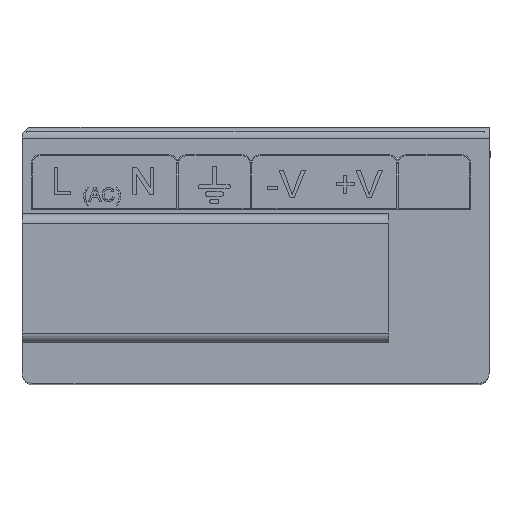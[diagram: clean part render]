
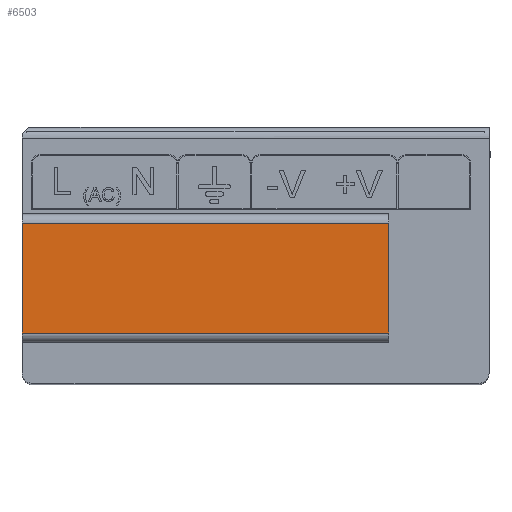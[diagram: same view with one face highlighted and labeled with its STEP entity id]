
A CAD part, top view. The second image highlights one B-rep face of the part: STEP entity #6503.
In plain terms, the highlighted planar face has unit normal (0, 0, 1).
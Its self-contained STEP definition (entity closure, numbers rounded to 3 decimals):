
#570 = DIRECTION ( 'NONE',  ( 0., -1., 0. ) ) ;
#866 = DIRECTION ( 'NONE',  ( 1., 0., 0. ) ) ;
#897 = ORIENTED_EDGE ( 'NONE', *, *, #18585, .T. ) ;
#1171 = VECTOR ( 'NONE', #570, 1000. ) ;
#1921 = ORIENTED_EDGE ( 'NONE', *, *, #10491, .T. ) ;
#2412 = CARTESIAN_POINT ( 'NONE',  ( 0., -6., 0. ) ) ;
#5140 = DIRECTION ( 'NONE',  ( -1., 0., 0. ) ) ;
#5723 = LINE ( 'NONE', #20632, #19477 ) ;
#6503 = ADVANCED_FACE ( 'NONE', ( #30939 ), #13702, .T. ) ;
#6749 = CARTESIAN_POINT ( 'NONE',  ( -20., 6., 0. ) ) ;
#8199 = EDGE_CURVE ( 'NONE', #28028, #19934, #5723, .T. ) ;
#10491 = EDGE_CURVE ( 'NONE', #19934, #28816, #21773, .T. ) ;
#11110 = CARTESIAN_POINT ( 'NONE',  ( 20., -6., 0. ) ) ;
#13135 = CARTESIAN_POINT ( 'NONE',  ( -20., -6., 0. ) ) ;
#13147 = AXIS2_PLACEMENT_3D ( 'NONE', #31867, #16325, #866 ) ;
#13419 = LINE ( 'NONE', #32240, #20332 ) ;
#13702 = PLANE ( 'NONE',  #13147 ) ;
#13725 = LINE ( 'NONE', #2412, #32831 ) ;
#14069 = DIRECTION ( 'NONE',  ( 0., 1., 0. ) ) ;
#16325 = DIRECTION ( 'NONE',  ( 0., 0., 1. ) ) ;
#17624 = CARTESIAN_POINT ( 'NONE',  ( 20., 6., 0. ) ) ;
#18585 = EDGE_CURVE ( 'NONE', #21010, #28028, #13419, .T. ) ;
#19477 = VECTOR ( 'NONE', #5140, 1000. ) ;
#19934 = VERTEX_POINT ( 'NONE', #6749 ) ;
#20332 = VECTOR ( 'NONE', #14069, 1000. ) ;
#20545 = ORIENTED_EDGE ( 'NONE', *, *, #8199, .T. ) ;
#20632 = CARTESIAN_POINT ( 'NONE',  ( 0., 6., 0. ) ) ;
#21010 = VERTEX_POINT ( 'NONE', #11110 ) ;
#21773 = LINE ( 'NONE', #28977, #1171 ) ;
#26627 = EDGE_CURVE ( 'NONE', #28816, #21010, #13725, .T. ) ;
#26773 = ORIENTED_EDGE ( 'NONE', *, *, #26627, .T. ) ;
#28028 = VERTEX_POINT ( 'NONE', #17624 ) ;
#28816 = VERTEX_POINT ( 'NONE', #13135 ) ;
#28977 = CARTESIAN_POINT ( 'NONE',  ( -20., 7., 0. ) ) ;
#30939 = FACE_OUTER_BOUND ( 'NONE', #32604, .T. ) ;
#31867 = CARTESIAN_POINT ( 'NONE',  ( 0., 0., 0. ) ) ;
#32240 = CARTESIAN_POINT ( 'NONE',  ( 20., 7., 0. ) ) ;
#32604 = EDGE_LOOP ( 'NONE', ( #1921, #26773, #897, #20545 ) ) ;
#32831 = VECTOR ( 'NONE', #33410, 1000. ) ;
#33410 = DIRECTION ( 'NONE',  ( 1., 0., 0. ) ) ;
